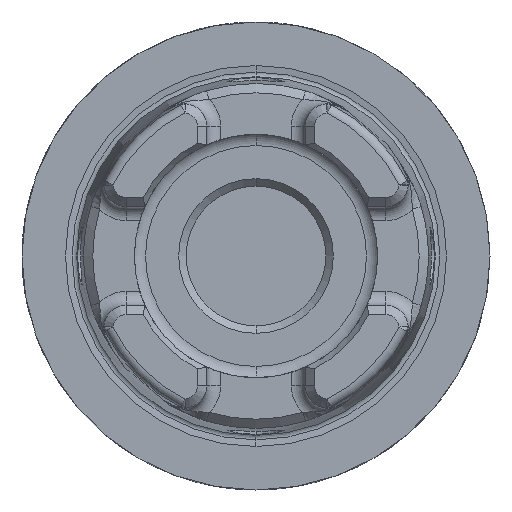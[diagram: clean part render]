
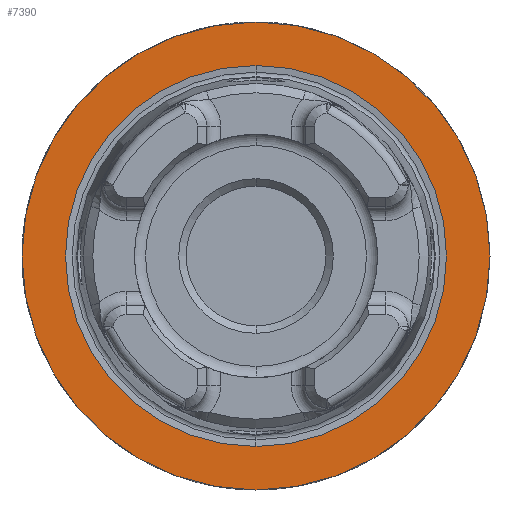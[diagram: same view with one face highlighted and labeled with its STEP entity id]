
A CAD part, left-side view. The second image highlights one B-rep face of the part: STEP entity #7390.
In plain terms, the highlighted planar face has unit normal (-1, 0, 0).
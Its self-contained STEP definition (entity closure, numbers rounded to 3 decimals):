
#106 = AXIS2_PLACEMENT_3D ( 'NONE', #11365, #5568, #12334 ) ;
#130 = ORIENTED_EDGE ( 'NONE', *, *, #7919, .F. ) ;
#1629 = VERTEX_POINT ( 'NONE', #10257 ) ;
#2153 = CARTESIAN_POINT ( 'NONE',  ( 0., 0., -20.355 ) ) ;
#2176 = FACE_OUTER_BOUND ( 'NONE', #12367, .T. ) ;
#2326 = DIRECTION ( 'NONE',  ( -1., 0., 0. ) ) ;
#2740 = AXIS2_PLACEMENT_3D ( 'NONE', #3071, #9813, #4030 ) ;
#3071 = CARTESIAN_POINT ( 'NONE',  ( 0., 0., 0. ) ) ;
#3461 = EDGE_CURVE ( 'NONE', #1629, #5143, #12471, .T. ) ;
#3650 = EDGE_LOOP ( 'NONE', ( #130, #7641 ) ) ;
#3866 = ORIENTED_EDGE ( 'NONE', *, *, #10288, .T. ) ;
#4030 = DIRECTION ( 'NONE',  ( 0., 0., 1. ) ) ;
#4224 = CARTESIAN_POINT ( 'NONE',  ( 0., 0., 0. ) ) ;
#4314 = CARTESIAN_POINT ( 'NONE',  ( 0., 0., 0. ) ) ;
#4411 = EDGE_CURVE ( 'NONE', #6056, #11022, #8038, .T. ) ;
#5143 = VERTEX_POINT ( 'NONE', #5507 ) ;
#5173 = PLANE ( 'NONE',  #12066 ) ;
#5213 = DIRECTION ( 'NONE',  ( 0., 0., -1. ) ) ;
#5305 = DIRECTION ( 'NONE',  ( 0., 0., 1. ) ) ;
#5507 = CARTESIAN_POINT ( 'NONE',  ( 0., 0., -25. ) ) ;
#5568 = DIRECTION ( 'NONE',  ( -1., 0., 0. ) ) ;
#5700 = AXIS2_PLACEMENT_3D ( 'NONE', #8091, #2326, #9063 ) ;
#6056 = VERTEX_POINT ( 'NONE', #2153 ) ;
#6566 = AXIS2_PLACEMENT_3D ( 'NONE', #4314, #11071, #5305 ) ;
#7315 = CARTESIAN_POINT ( 'NONE',  ( 0., 0., 20.355 ) ) ;
#7345 = CIRCLE ( 'NONE', #5700, 25. ) ;
#7390 = ADVANCED_FACE ( 'NONE', ( #2176, #12456 ), #5173, .F. ) ;
#7641 = ORIENTED_EDGE ( 'NONE', *, *, #4411, .F. ) ;
#7919 = EDGE_CURVE ( 'NONE', #11022, #6056, #8035, .T. ) ;
#8035 = CIRCLE ( 'NONE', #106, 20.355 ) ;
#8038 = CIRCLE ( 'NONE', #2740, 20.355 ) ;
#8044 = ORIENTED_EDGE ( 'NONE', *, *, #3461, .T. ) ;
#8091 = CARTESIAN_POINT ( 'NONE',  ( 0., 0., 0. ) ) ;
#9063 = DIRECTION ( 'NONE',  ( 0., 0., 1. ) ) ;
#9813 = DIRECTION ( 'NONE',  ( -1., 0., 0. ) ) ;
#10257 = CARTESIAN_POINT ( 'NONE',  ( 0., 0., 25. ) ) ;
#10288 = EDGE_CURVE ( 'NONE', #5143, #1629, #7345, .T. ) ;
#10982 = DIRECTION ( 'NONE',  ( 1., 0., 0. ) ) ;
#11022 = VERTEX_POINT ( 'NONE', #7315 ) ;
#11071 = DIRECTION ( 'NONE',  ( -1., 0., 0. ) ) ;
#11365 = CARTESIAN_POINT ( 'NONE',  ( 0., 0., 0. ) ) ;
#12066 = AXIS2_PLACEMENT_3D ( 'NONE', #4224, #10982, #5213 ) ;
#12334 = DIRECTION ( 'NONE',  ( 0., 0., 1. ) ) ;
#12367 = EDGE_LOOP ( 'NONE', ( #8044, #3866 ) ) ;
#12456 = FACE_BOUND ( 'NONE', #3650, .T. ) ;
#12471 = CIRCLE ( 'NONE', #6566, 25. ) ;
